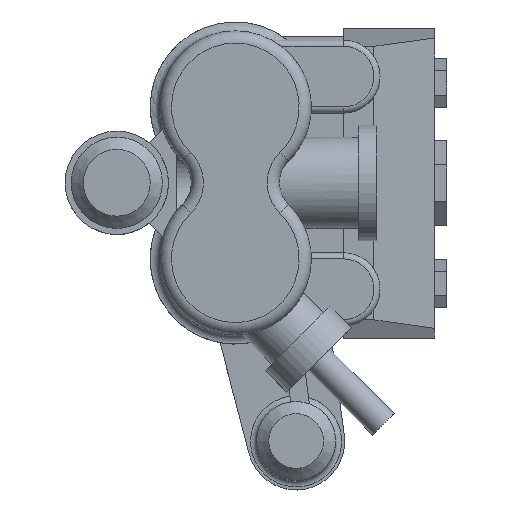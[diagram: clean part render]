
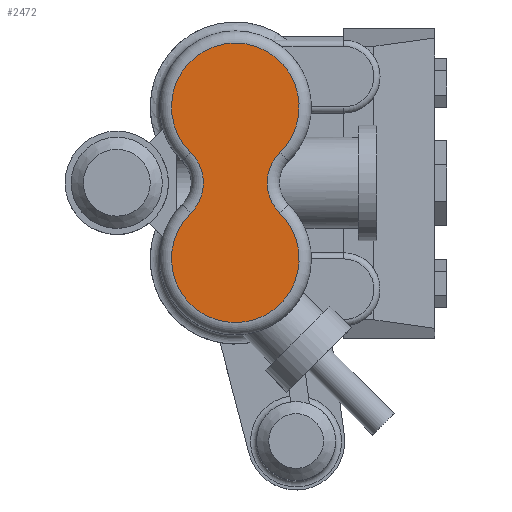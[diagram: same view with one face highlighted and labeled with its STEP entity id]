
A CAD part, top view. The second image highlights one B-rep face of the part: STEP entity #2472.
In plain terms, the highlighted planar face has unit normal (0, 0, 1).
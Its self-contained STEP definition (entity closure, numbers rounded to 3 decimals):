
#154=PLANE('',#2719);
#286=FACE_OUTER_BOUND('',#429,.T.);
#429=EDGE_LOOP('',(#2274,#2275,#2276,#2277));
#986=CIRCLE('',#2710,7.);
#988=CIRCLE('',#2713,10.5);
#990=CIRCLE('',#2716,7.);
#991=CIRCLE('',#2718,10.5);
#1218=VERTEX_POINT('',#4316);
#1219=VERTEX_POINT('',#4318);
#1220=VERTEX_POINT('',#4322);
#1221=VERTEX_POINT('',#4326);
#1570=EDGE_CURVE('',#1219,#1218,#986,.T.);
#1572=EDGE_CURVE('',#1220,#1219,#988,.T.);
#1574=EDGE_CURVE('',#1221,#1220,#990,.T.);
#1575=EDGE_CURVE('',#1218,#1221,#991,.T.);
#2274=ORIENTED_EDGE('',*,*,#1570,.F.);
#2275=ORIENTED_EDGE('',*,*,#1572,.F.);
#2276=ORIENTED_EDGE('',*,*,#1574,.F.);
#2277=ORIENTED_EDGE('',*,*,#1575,.F.);
#2472=ADVANCED_FACE('',(#286),#154,.T.);
#2710=AXIS2_PLACEMENT_3D('',#4320,#3400,#3401);
#2713=AXIS2_PLACEMENT_3D('',#4324,#3406,#3407);
#2716=AXIS2_PLACEMENT_3D('',#4328,#3412,#3413);
#2718=AXIS2_PLACEMENT_3D('',#4330,#3416,#3417);
#2719=AXIS2_PLACEMENT_3D('',#4331,#3418,#3419);
#3400=DIRECTION('center_axis',(0.,0.,1.));
#3401=DIRECTION('ref_axis',(1.,0.,0.));
#3406=DIRECTION('center_axis',(0.,0.,-1.));
#3407=DIRECTION('ref_axis',(0.,-1.,0.));
#3412=DIRECTION('center_axis',(0.,0.,1.));
#3413=DIRECTION('ref_axis',(-1.,0.,0.));
#3416=DIRECTION('center_axis',(0.,0.,-1.));
#3417=DIRECTION('ref_axis',(0.,1.,0.));
#3418=DIRECTION('center_axis',(0.,0.,1.));
#3419=DIRECTION('ref_axis',(1.,0.,0.));
#4316=CARTESIAN_POINT('',(-19.848,30.,20.));
#4318=CARTESIAN_POINT('',(-19.848,20.,20.));
#4320=CARTESIAN_POINT('Origin',(-24.747,25.,20.));
#4322=CARTESIAN_POINT('',(-5.152,20.,20.));
#4324=CARTESIAN_POINT('Origin',(-12.5,12.5,20.));
#4326=CARTESIAN_POINT('',(-5.152,30.,20.));
#4328=CARTESIAN_POINT('Origin',(-0.253,25.,20.));
#4330=CARTESIAN_POINT('Origin',(-12.5,37.5,20.));
#4331=CARTESIAN_POINT('Origin',(-12.5,25.,20.));
